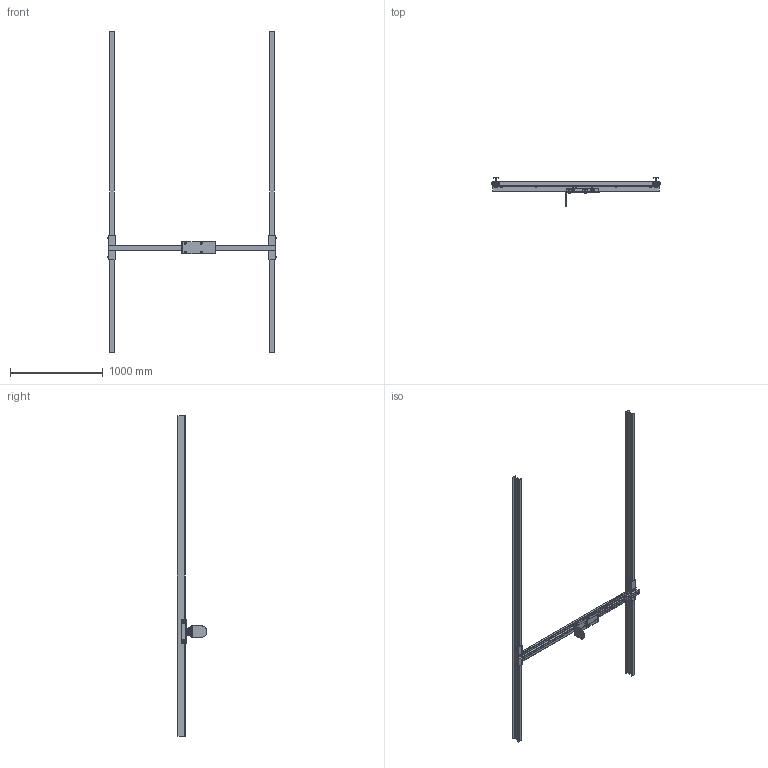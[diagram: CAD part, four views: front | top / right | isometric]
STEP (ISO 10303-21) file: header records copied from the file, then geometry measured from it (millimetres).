
FILE_DESCRIPTION(('FreeCAD Model'),'2;1');
FILE_NAME('Open CASCADE Shape Model','2025-05-02T01:30:35',('FreeCAD'),( 'FreeCAD'),'Open CASCADE STEP processor 7.6','FreeCAD','Unknown');
FILE_SCHEMA(('AUTOMOTIVE_DESIGN { 1 0 10303 214 1 1 1 1 }'));
Products named in the file (1): Open CASCADE STEP translator 7.6 1
Bounding box: 1812.16 x 318.88 x 3448.65 mm (x, y, z)
Volume: 9815064.1 mm3; surface area: 3953843.3 mm2
Topology: 112 solids, 112 shells, 6372 faces, 16646 edges, 10556 vertices
Faces by surface type: bspline 6372
Entity records: 212545 total; most frequent: CARTESIAN_POINT 121343, ORIENTED_EDGE 33228, EDGE_CURVE 16614, VERTEX_POINT 10556, B_SPLINE_CURVE_WITH_KNOTS 7178, FACE_BOUND 6772, EDGE_LOOP 6772, ADVANCED_FACE 6372
